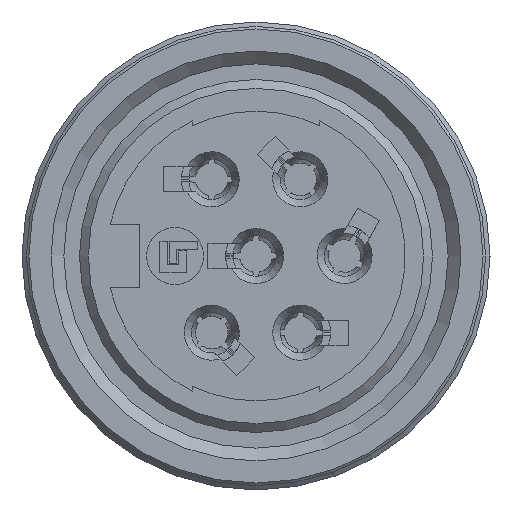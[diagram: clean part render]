
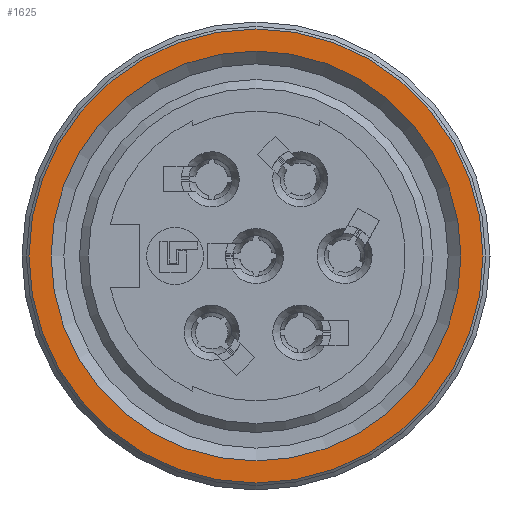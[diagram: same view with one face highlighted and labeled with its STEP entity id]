
A CAD part, left-side view. The second image highlights one B-rep face of the part: STEP entity #1625.
In plain terms, the highlighted planar face has unit normal (-1, 0, 0).
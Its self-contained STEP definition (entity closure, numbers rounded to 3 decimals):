
#1625=ADVANCED_FACE('',(#2166,#2167),#1969,.T.);
#1969=PLANE('',#6350);
#2166=FACE_BOUND('',#2243,.T.);
#2167=FACE_BOUND('',#2244,.T.);
#2243=EDGE_LOOP('',(#2631));
#2244=EDGE_LOOP('',(#2632));
#2631=ORIENTED_EDGE('',*,*,#5146,.T.);
#2632=ORIENTED_EDGE('',*,*,#5147,.T.);
#4509=VERTEX_POINT('',#8835);
#4510=VERTEX_POINT('',#8837);
#5146=EDGE_CURVE('',#4509,#4509,#6085,.T.);
#5147=EDGE_CURVE('',#4510,#4510,#6086,.T.);
#6085=CIRCLE('',#6348,8.1);
#6086=CIRCLE('',#6349,8.975);
#6348=AXIS2_PLACEMENT_3D('',#8834,#7060,#7061);
#6349=AXIS2_PLACEMENT_3D('',#8836,#7062,#7063);
#6350=AXIS2_PLACEMENT_3D('',#8838,#7064,#7065);
#7060=DIRECTION('',(1.,0.,0.));
#7061=DIRECTION('',(0.,-1.,0.));
#7062=DIRECTION('',(-1.,0.,0.));
#7063=DIRECTION('',(0.,-1.,0.));
#7064=DIRECTION('',(-1.,0.,0.));
#7065=DIRECTION('',(0.,-1.,0.));
#8834=CARTESIAN_POINT('',(-0.2,0.,0.));
#8835=CARTESIAN_POINT('',(-0.2,-8.1,0.));
#8836=CARTESIAN_POINT('',(-0.2,0.,0.));
#8837=CARTESIAN_POINT('',(-0.2,-8.975,0.));
#8838=CARTESIAN_POINT('',(-0.2,0.,0.));
